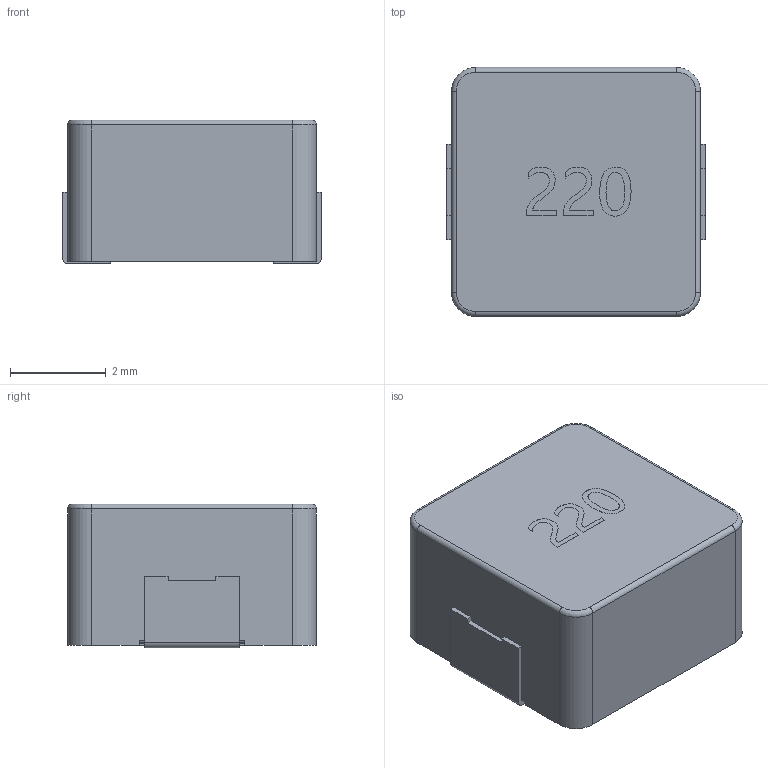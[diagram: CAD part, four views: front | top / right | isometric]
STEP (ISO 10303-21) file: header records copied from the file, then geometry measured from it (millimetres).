
FILE_DESCRIPTION (( 'STEP AP214' ), '1' );
FILE_NAME ('IND-SMD_L5.4-W5.2-YSPI0530-220M.step', '2022-07-09T00:32:30', ( '' ), ( '' ), 'SwSTEP 2.0', 'SolidWorks 2020', '' );
FILE_SCHEMA (( 'AUTOMOTIVE_DESIGN' ));
Length unit declared in the file: millimetre
Products named in the file (1): IND-SMD_L5.4-W5.2-YSPI0530-220M
Bounding box: 5.4 x 5.2 x 3 mm (x, y, z)
Volume: 79.8 mm3; surface area: 132.3 mm2
Topology: 3 solids, 3 shells, 377 faces, 1015 edges, 674 vertices
Faces by surface type: plane 223, bspline 136, cylinder 14, torus 4
Entity records: 18544 total; most frequent: CARTESIAN_POINT 5795, ORIENTED_EDGE 2030, DIRECTION 1255, EDGE_CURVE 1015, LINE 707, VECTOR 707, VERTEX_POINT 674, EDGE_LOOP 407
